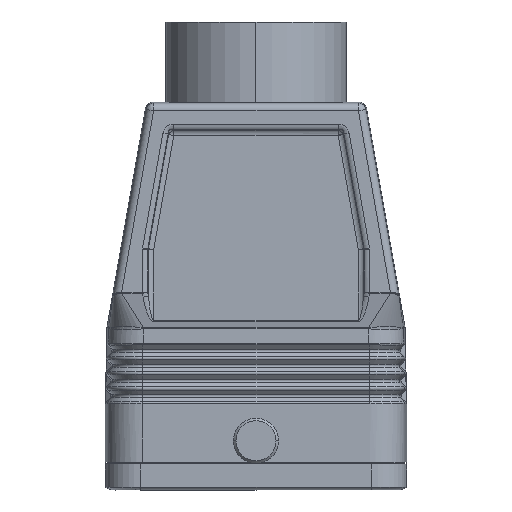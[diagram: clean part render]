
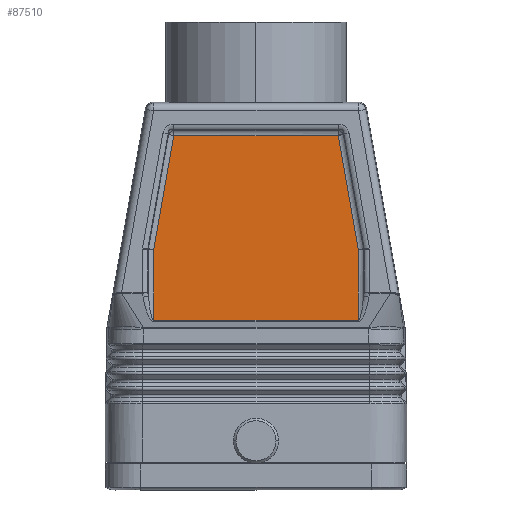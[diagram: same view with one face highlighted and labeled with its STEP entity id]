
A CAD part, left-side view. The second image highlights one B-rep face of the part: STEP entity #87510.
In plain terms, the highlighted planar face has unit normal (-1, 0, 0).
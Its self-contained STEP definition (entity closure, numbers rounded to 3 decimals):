
#86960=CARTESIAN_POINT('',(27.874,64.361,
44.579));
#86970=DIRECTION('',(1.,0.,0.));
#86980=DIRECTION('',(0.,1.,0.));
#86990=AXIS2_PLACEMENT_3D('',#86960,#86970,#86980);
#87000=PLANE('',#86990);
#87010=CARTESIAN_POINT('',(27.874,70.699,12.));
#87020=DIRECTION('',(0.,0.,1.));
#87030=VECTOR('',#87020,1.);
#87040=LINE('',#87010,#87030);
#87050=CARTESIAN_POINT('',(27.874,70.699,
28.587));
#87060=VERTEX_POINT('',#87050);
#87070=CARTESIAN_POINT('',(27.874,70.699,
42.627));
#87080=VERTEX_POINT('',#87070);
#87090=EDGE_CURVE('',#87060,#87080,#87040,.T.);
#87100=ORIENTED_EDGE('',*,*,#87090,.F.);
#87110=CARTESIAN_POINT('',(27.874,76.099,12.));
#87120=DIRECTION('',(0.,-0.174,0.985));
#87130=VECTOR('',#87120,1.);
#87140=LINE('',#87110,#87130);
#87150=CARTESIAN_POINT('',(27.874,66.687,
65.379));
#87160=VERTEX_POINT('',#87150);
#87170=EDGE_CURVE('',#87080,#87160,#87140,.T.);
#87180=ORIENTED_EDGE('',*,*,#87170,.F.);
#87190=CARTESIAN_POINT('',(27.874,0.,65.379));
#87200=DIRECTION('',(0.,-1.,0.));
#87210=VECTOR('',#87200,1.);
#87220=LINE('',#87190,#87210);
#87230=CARTESIAN_POINT('',(27.874,33.933,
65.379));
#87240=VERTEX_POINT('',#87230);
#87250=EDGE_CURVE('',#87160,#87240,#87220,.T.);
#87260=ORIENTED_EDGE('',*,*,#87250,.F.);
#87270=CARTESIAN_POINT('',(27.874,24.521,12.));
#87280=DIRECTION('',(0.,-0.174,
-0.985));
#87290=VECTOR('',#87280,1.);
#87300=LINE('',#87270,#87290);
#87310=CARTESIAN_POINT('',(27.874,29.921,
42.627));
#87320=VERTEX_POINT('',#87310);
#87330=EDGE_CURVE('',#87240,#87320,#87300,.T.);
#87340=ORIENTED_EDGE('',*,*,#87330,.F.);
#87350=CARTESIAN_POINT('',(27.874,29.921,12.));
#87360=DIRECTION('',(0.,0.,-1.));
#87370=VECTOR('',#87360,1.);
#87380=LINE('',#87350,#87370);
#87390=CARTESIAN_POINT('',(27.874,29.921,
28.587));
#87400=VERTEX_POINT('',#87390);
#87410=EDGE_CURVE('',#87320,#87400,#87380,.T.);
#87420=ORIENTED_EDGE('',*,*,#87410,.F.);
#87430=CARTESIAN_POINT('',(27.874,0.,28.587));
#87440=DIRECTION('',(0.,1.,0.));
#87450=VECTOR('',#87440,1.);
#87460=LINE('',#87430,#87450);
#87470=EDGE_CURVE('',#87400,#87060,#87460,.T.);
#87480=ORIENTED_EDGE('',*,*,#87470,.F.);
#87490=EDGE_LOOP('',(#87480,#87420,#87340,#87260,#87180,#87100));
#87500=FACE_OUTER_BOUND('',#87490,.T.);
#87510=ADVANCED_FACE('',(#87500),#87000,.F.);
